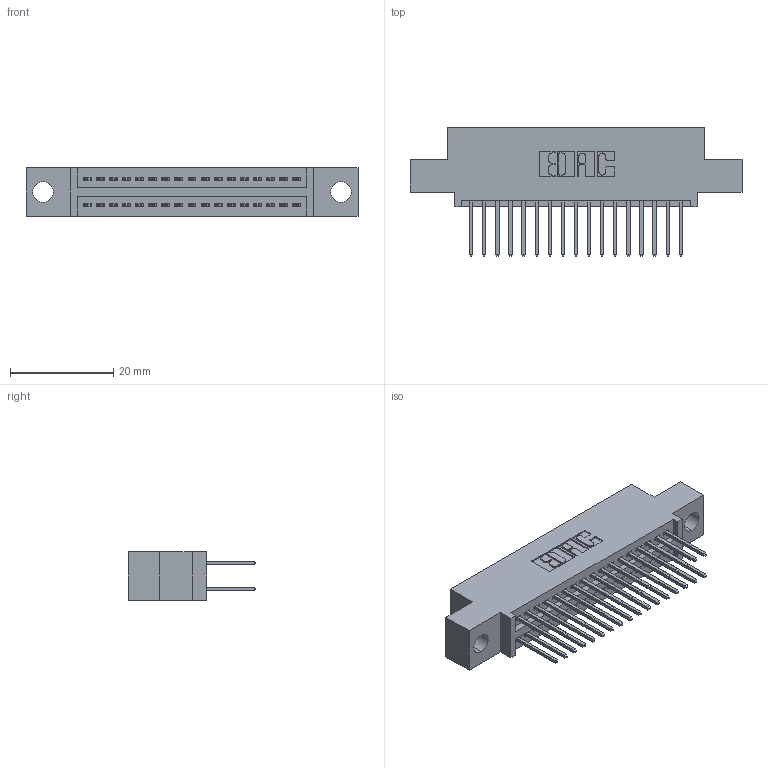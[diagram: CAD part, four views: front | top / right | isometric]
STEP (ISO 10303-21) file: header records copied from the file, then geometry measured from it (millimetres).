
FILE_DESCRIPTION (( 'STEP AP203' ), '1' );
FILE_NAME ('395-034-523-504.STEP', '2021-06-16T20:44:22', ( '' ), ( '' ), 'SwSTEP 2.0', 'SolidWorks 2020', '' );
FILE_SCHEMA (( 'CONFIG_CONTROL_DESIGN' ));
Length unit declared in the file: inch
Products named in the file (3): 345-292-001_345-293-123; 395-034-523-504; 345 Part_0.110 Offset - 0.156 Dia-TI
Assembly tree (35 placements, depth 2):
  395-034-523-504
    345 Part_0.110 Offset - 0.156 Dia-TI
    345-292-001_345-293-123  x34
Bounding box: 64.39 x 24.82 x 9.4 mm (x, y, z)
Volume: 5913.1 mm3; surface area: 8513.4 mm2
Topology: 35 solids, 35 shells, 1844 faces, 5455 edges, 3590 vertices
Faces by surface type: plane 1220, cylinder 624
Entity records: 17273 total; most frequent: CARTESIAN_POINT 2926, ORIENTED_EDGE 2858, DIRECTION 2609, EDGE_CURVE 1429, VECTOR 1229, LINE 1229, VERTEX_POINT 950, AXIS2_PLACEMENT_3D 690
